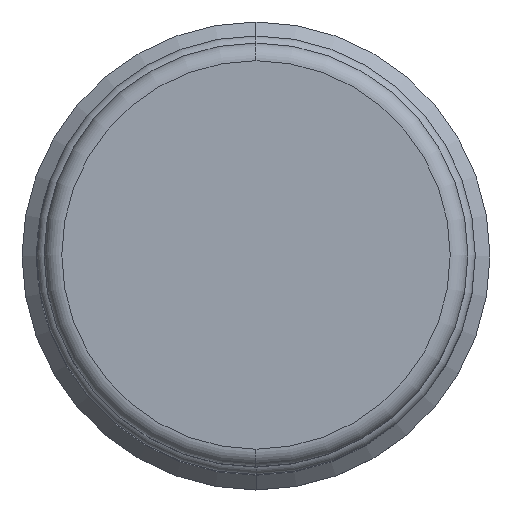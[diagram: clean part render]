
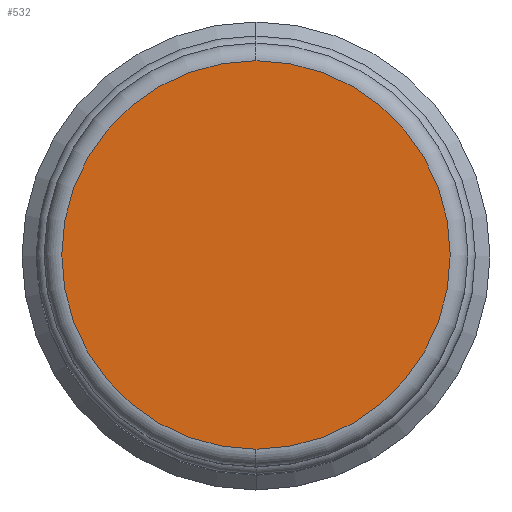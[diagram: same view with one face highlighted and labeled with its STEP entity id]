
A CAD part, top view. The second image highlights one B-rep face of the part: STEP entity #532.
In plain terms, the highlighted planar face has unit normal (0, 0, 1).
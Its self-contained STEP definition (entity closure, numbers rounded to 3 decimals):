
#273=CARTESIAN_POINT('',(0.,0.,5.));
#274=DIRECTION('',(0.,0.,-1.));
#275=DIRECTION('',(0.,1.,0.));
#276=AXIS2_PLACEMENT_3D('',#273,#274,#275);
#281=CARTESIAN_POINT('',(0.,0.,5.));
#282=DIRECTION('',(0.,0.,-1.));
#283=DIRECTION('',(0.,-1.,0.));
#284=AXIS2_PLACEMENT_3D('',#281,#282,#283);
#309=CARTESIAN_POINT('',(0.,-6.6,5.));
#310=VERTEX_POINT('',#309);
#311=CARTESIAN_POINT('',(0.,6.6,5.));
#312=VERTEX_POINT('',#311);
#523=CARTESIAN_POINT('',(0.,0.,5.));
#524=DIRECTION('',(0.,0.,-1.));
#525=DIRECTION('',(0.,-1.,0.));
#526=AXIS2_PLACEMENT_3D('',#523,#524,#525);
#527=PLANE('',#526);
#528=ORIENTED_EDGE('',*,*,#488,.T.);
#529=ORIENTED_EDGE('',*,*,#511,.T.);
#530=EDGE_LOOP('',(#528,#529));
#531=FACE_OUTER_BOUND('',#530,.F.);
#277=CIRCLE('',#276,6.6);
#285=CIRCLE('',#284,6.6);
#488=EDGE_CURVE('',#312,#310,#277,.T.);
#511=EDGE_CURVE('',#310,#312,#285,.T.);
#532=ADVANCED_FACE('',(#531),#527,.F.);
